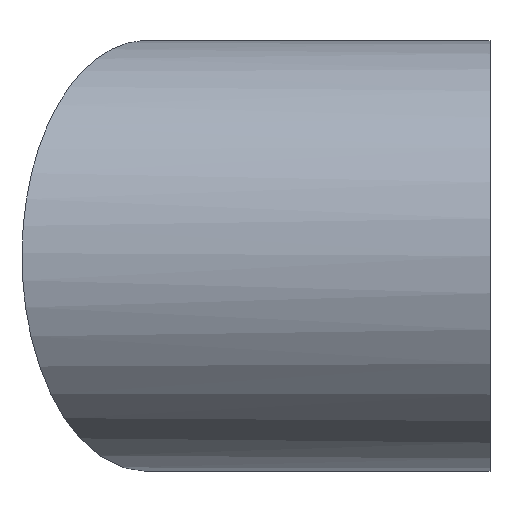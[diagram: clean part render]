
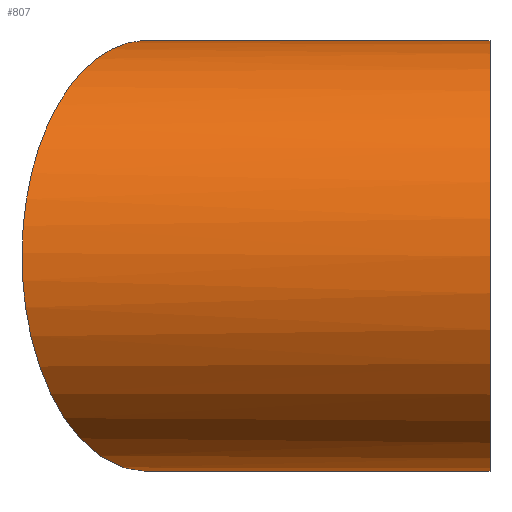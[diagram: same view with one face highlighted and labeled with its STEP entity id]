
A CAD part, left-side view. The second image highlights one B-rep face of the part: STEP entity #807.
In plain terms, the highlighted cylindrical face has radius 200 mm (diameter 400 mm), a full revolution.
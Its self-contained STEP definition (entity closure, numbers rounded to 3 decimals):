
#807 = ADVANCED_FACE( '', ( #2208, #2209 ), #2210, .T. );
#2208 = FACE_OUTER_BOUND( '', #4541, .T. );
#2209 = FACE_OUTER_BOUND( '', #4542, .T. );
#2210 = CYLINDRICAL_SURFACE( '', #4543, 200. );
#4541 = EDGE_LOOP( '', ( #7058 ) );
#4542 = EDGE_LOOP( '', ( #7059 ) );
#4543 = AXIS2_PLACEMENT_3D( '', #7060, #7061, #7062 );
#7058 = ORIENTED_EDGE( '', *, *, #13542, .T. );
#7059 = ORIENTED_EDGE( '', *, *, #13543, .F. );
#7060 = CARTESIAN_POINT( '', ( 0., 0., 0. ) );
#7061 = DIRECTION( '', ( 0., 1., 0. ) );
#7062 = DIRECTION( '', ( 0., 0., -1. ) );
#13542 = EDGE_CURVE( '', #16330, #16330, #16331, .F. );
#13543 = EDGE_CURVE( '', #16332, #16332, #16333, .T. );
#16330 = VERTEX_POINT( '', #20440 );
#16331 = ELLIPSE( '', #20441, 230.94, 200. );
#16332 = VERTEX_POINT( '', #20442 );
#16333 = CIRCLE( '', #20443, 200. );
#20440 = CARTESIAN_POINT( '', ( 200., 203.464, 0. ) );
#20441 = AXIS2_PLACEMENT_3D( '', #26028, #26029, #26030 );
#20442 = CARTESIAN_POINT( '', ( 0., 0., -200. ) );
#20443 = AXIS2_PLACEMENT_3D( '', #26031, #26032, #26033 );
#26028 = CARTESIAN_POINT( '', ( 0., 318.934, 0. ) );
#26029 = DIRECTION( '', ( 0.5, 0.866, 0. ) );
#26030 = DIRECTION( '', ( 0.866, -0.5, 0. ) );
#26031 = CARTESIAN_POINT( '', ( 0., 0., 0. ) );
#26032 = DIRECTION( '', ( 0., -1., 0. ) );
#26033 = DIRECTION( '', ( 0., 0., -1. ) );
